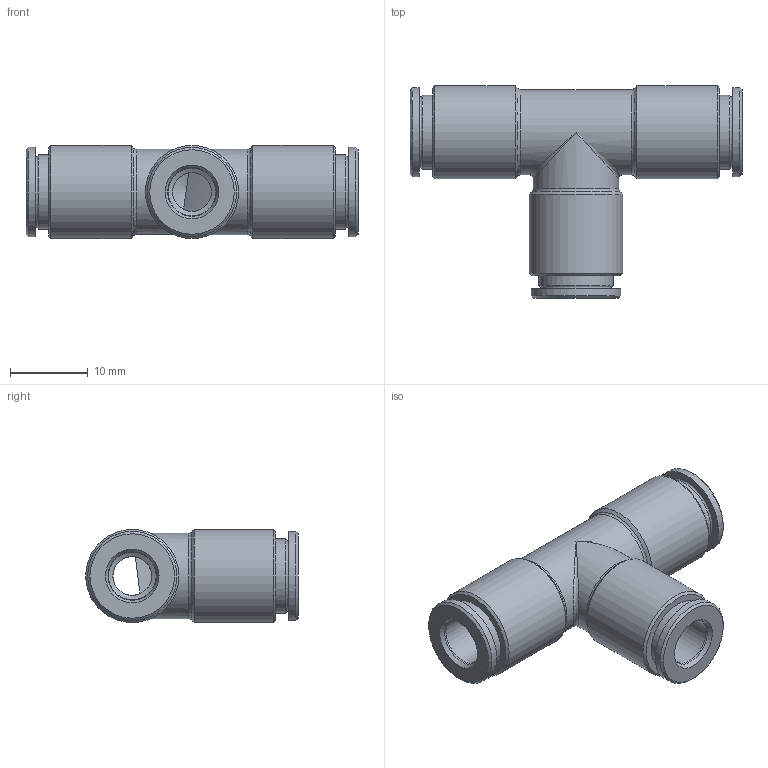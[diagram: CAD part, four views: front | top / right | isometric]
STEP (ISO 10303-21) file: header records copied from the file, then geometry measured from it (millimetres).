
FILE_DESCRIPTION( ( 'STEP AP214' ), '1' );
FILE_NAME( 'psolqas_13524_12.stp', '2020-12-01T17:18:21', ( 'License CC BY-ND 4.0' ), ( 'CADENAS' ), ' ', 'PARTsolutions', ' ' );
FILE_SCHEMA( ( 'AUTOMOTIVE_DESIGN { 1 0 10303 214 1 1 1 1 }' ) );
Length unit declared in the file: metre
Products named in the file (1): Rivoluzione2
Bounding box: 42.81 x 27.4 x 12 mm (x, y, z)
Volume: 4400.1 mm3; surface area: 3658.6 mm2
Topology: 1 solids, 1 shells, 54 faces, 116 edges, 64 vertices
Faces by surface type: cylinder 18, cone 16, plane 9, torus 9, bspline 2
Full cylindrical faces by diameter (mm): 5 x4, 6.15 x3, 9.55 x3, 11 x2, 11.5 x3, 12 x3
Entity records: 1816 total; most frequent: CARTESIAN_POINT 460, DIRECTION 204, ORIENTED_EDGE 114, EDGE_LOOP 106, AXIS2_PLACEMENT_3D 102, FACE_OUTER_BOUND 81, EDGE_CURVE 57, STYLED_ITEM 54
